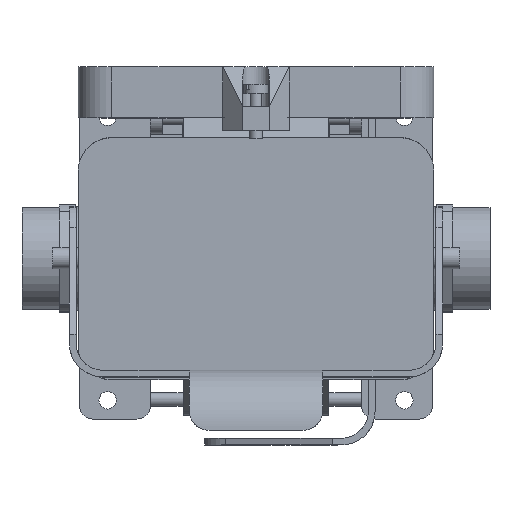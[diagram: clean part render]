
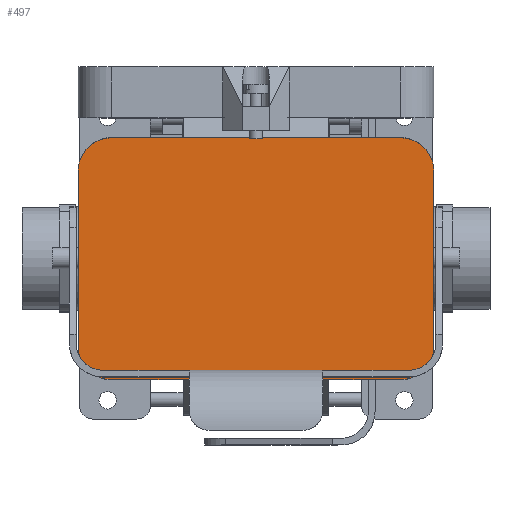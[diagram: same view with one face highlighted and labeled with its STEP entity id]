
A CAD part, top view. The second image highlights one B-rep face of the part: STEP entity #497.
In plain terms, the highlighted planar face has unit normal (0, 0, 1).
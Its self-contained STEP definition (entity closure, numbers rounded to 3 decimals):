
#497 = ADVANCED_FACE( '', ( #1264 ), #1265, .T. );
#1264 = FACE_OUTER_BOUND( '', #2387, .T. );
#1265 = PLANE( '', #2388 );
#2387 = EDGE_LOOP( '', ( #3853, #3854, #3855, #3856, #3857, #3858, #3859, #3860, #3861, #3862, #3863, #3864, #3865, #3866 ) );
#2388 = AXIS2_PLACEMENT_3D( '', #3867, #3868, #3869 );
#3853 = ORIENTED_EDGE( '', *, *, #6611, .F. );
#3854 = ORIENTED_EDGE( '', *, *, #6684, .T. );
#3855 = ORIENTED_EDGE( '', *, *, #6685, .T. );
#3856 = ORIENTED_EDGE( '', *, *, #6686, .F. );
#3857 = ORIENTED_EDGE( '', *, *, #6687, .F. );
#3858 = ORIENTED_EDGE( '', *, *, #6688, .F. );
#3859 = ORIENTED_EDGE( '', *, *, #6689, .T. );
#3860 = ORIENTED_EDGE( '', *, *, #6690, .T. );
#3861 = ORIENTED_EDGE( '', *, *, #6657, .F. );
#3862 = ORIENTED_EDGE( '', *, *, #6691, .T. );
#3863 = ORIENTED_EDGE( '', *, *, #6677, .T. );
#3864 = ORIENTED_EDGE( '', *, *, #6692, .T. );
#3865 = ORIENTED_EDGE( '', *, *, #6693, .F. );
#3866 = ORIENTED_EDGE( '', *, *, #6694, .F. );
#3867 = CARTESIAN_POINT( '', ( -54., 32.75, 19. ) );
#3868 = DIRECTION( '', ( 0., 0., 1. ) );
#3869 = DIRECTION( '', ( 1., 0., 0. ) );
#6611 = EDGE_CURVE( '', #8006, #8008, #8009, .T. );
#6657 = EDGE_CURVE( '', #8084, #8086, #8087, .T. );
#6677 = EDGE_CURVE( '', #8117, #8115, #8118, .T. );
#6684 = EDGE_CURVE( '', #8006, #8127, #8128, .T. );
#6685 = EDGE_CURVE( '', #8127, #8129, #8130, .T. );
#6686 = EDGE_CURVE( '', #8131, #8129, #8132, .T. );
#6687 = EDGE_CURVE( '', #8133, #8131, #8134, .T. );
#6688 = EDGE_CURVE( '', #8135, #8133, #8136, .T. );
#6689 = EDGE_CURVE( '', #8135, #8137, #8138, .T. );
#6690 = EDGE_CURVE( '', #8137, #8086, #8139, .F. );
#6691 = EDGE_CURVE( '', #8084, #8117, #8140, .T. );
#6692 = EDGE_CURVE( '', #8115, #8141, #8142, .T. );
#6693 = EDGE_CURVE( '', #8143, #8141, #8144, .T. );
#6694 = EDGE_CURVE( '', #8008, #8143, #8145, .T. );
#8006 = VERTEX_POINT( '', #9980 );
#8008 = VERTEX_POINT( '', #9983 );
#8009 = LINE( '', #9984, #9985 );
#8084 = VERTEX_POINT( '', #10082 );
#8086 = VERTEX_POINT( '', #10085 );
#8087 = LINE( '', #10086, #10087 );
#8115 = VERTEX_POINT( '', #10126 );
#8117 = VERTEX_POINT( '', #10129 );
#8118 = CIRCLE( '', #10130, 12.5 );
#8127 = VERTEX_POINT( '', #10141 );
#8128 = LINE( '', #10142, #10143 );
#8129 = VERTEX_POINT( '', #10144 );
#8130 = CIRCLE( '', #10145, 12.5 );
#8131 = VERTEX_POINT( '', #10146 );
#8132 = LINE( '', #10147, #10148 );
#8133 = VERTEX_POINT( '', #10149 );
#8134 = CIRCLE( '', #10150, 12.5 );
#8135 = VERTEX_POINT( '', #10151 );
#8136 = LINE( '', #10152, #10153 );
#8137 = VERTEX_POINT( '', #10154 );
#8138 = LINE( '', #10155, #10156 );
#8139 = CIRCLE( '', #10157, 5. );
#8140 = LINE( '', #10158, #10159 );
#8141 = VERTEX_POINT( '', #10160 );
#8142 = LINE( '', #10161, #10162 );
#8143 = VERTEX_POINT( '', #10163 );
#8144 = CIRCLE( '', #10164, 12.5 );
#8145 = LINE( '', #10165, #10166 );
#9980 = CARTESIAN_POINT( '', ( 27.25, -45.25, 19. ) );
#9983 = CARTESIAN_POINT( '', ( -27.25, -45.25, 19. ) );
#9984 = CARTESIAN_POINT( '', ( 0., -45.25, 19. ) );
#9985 = VECTOR( '', #12177, 1000. );
#10082 = CARTESIAN_POINT( '', ( -12.5, 45.25, 19. ) );
#10085 = CARTESIAN_POINT( '', ( -4.33, 45.25, 19. ) );
#10086 = CARTESIAN_POINT( '', ( -132.126, 45.25, 19. ) );
#10087 = VECTOR( '', #12240, 1000. );
#10126 = CARTESIAN_POINT( '', ( -66.5, 32.75, 19. ) );
#10129 = CARTESIAN_POINT( '', ( -54., 45.25, 19. ) );
#10130 = AXIS2_PLACEMENT_3D( '', #12259, #12260, #12261 );
#10141 = CARTESIAN_POINT( '', ( 54., -45.25, 19. ) );
#10142 = CARTESIAN_POINT( '', ( 0., -45.25, 19. ) );
#10143 = VECTOR( '', #12270, 1000. );
#10144 = CARTESIAN_POINT( '', ( 66.5, -32.75, 19. ) );
#10145 = AXIS2_PLACEMENT_3D( '', #12271, #12272, #12273 );
#10146 = CARTESIAN_POINT( '', ( 66.5, 32.75, 19. ) );
#10147 = CARTESIAN_POINT( '', ( 66.5, 32.75, 19. ) );
#10148 = VECTOR( '', #12274, 1000. );
#10149 = CARTESIAN_POINT( '', ( 54., 45.25, 19. ) );
#10150 = AXIS2_PLACEMENT_3D( '', #12275, #12276, #12277 );
#10151 = CARTESIAN_POINT( '', ( 12.5, 45.25, 19. ) );
#10152 = CARTESIAN_POINT( '', ( 0., 45.25, 19. ) );
#10153 = VECTOR( '', #12278, 1000. );
#10154 = CARTESIAN_POINT( '', ( 4.33, 45.25, 19. ) );
#10155 = CARTESIAN_POINT( '', ( 132.126, 45.25, 19. ) );
#10156 = VECTOR( '', #12279, 1000. );
#10157 = AXIS2_PLACEMENT_3D( '', #12280, #12281, #12282 );
#10158 = CARTESIAN_POINT( '', ( 0., 45.25, 19. ) );
#10159 = VECTOR( '', #12283, 1000. );
#10160 = CARTESIAN_POINT( '', ( -66.5, -32.75, 19. ) );
#10161 = CARTESIAN_POINT( '', ( -66.5, 32.75, 19. ) );
#10162 = VECTOR( '', #12284, 1000. );
#10163 = CARTESIAN_POINT( '', ( -54., -45.25, 19. ) );
#10164 = AXIS2_PLACEMENT_3D( '', #12285, #12286, #12287 );
#10165 = CARTESIAN_POINT( '', ( 0., -45.25, 19. ) );
#10166 = VECTOR( '', #12288, 1000. );
#12177 = DIRECTION( '', ( -1., 0., 0. ) );
#12240 = DIRECTION( '', ( 1., 0., 0. ) );
#12259 = CARTESIAN_POINT( '', ( -54., 32.75, 19. ) );
#12260 = DIRECTION( '', ( 0., 0., 1. ) );
#12261 = DIRECTION( '', ( 1., 0., 0. ) );
#12270 = DIRECTION( '', ( 1., 0., 0. ) );
#12271 = CARTESIAN_POINT( '', ( 54., -32.75, 19. ) );
#12272 = DIRECTION( '', ( 0., 0., 1. ) );
#12273 = DIRECTION( '', ( -1., 0., 0. ) );
#12274 = DIRECTION( '', ( 0., -1., 0. ) );
#12275 = CARTESIAN_POINT( '', ( 54., 32.75, 19. ) );
#12276 = DIRECTION( '', ( 0., 0., -1. ) );
#12277 = DIRECTION( '', ( -1., 0., 0. ) );
#12278 = DIRECTION( '', ( 1., 0., 0. ) );
#12279 = DIRECTION( '', ( -1., 0., 0. ) );
#12280 = CARTESIAN_POINT( '', ( 0., 47.75, 19. ) );
#12281 = DIRECTION( '', ( 0., 0., 1. ) );
#12282 = DIRECTION( '', ( 1., 0., 0. ) );
#12283 = DIRECTION( '', ( -1., 0., 0. ) );
#12284 = DIRECTION( '', ( 0., -1., 0. ) );
#12285 = CARTESIAN_POINT( '', ( -54., -32.75, 19. ) );
#12286 = DIRECTION( '', ( 0., 0., -1. ) );
#12287 = DIRECTION( '', ( 1., 0., 0. ) );
#12288 = DIRECTION( '', ( -1., 0., 0. ) );
